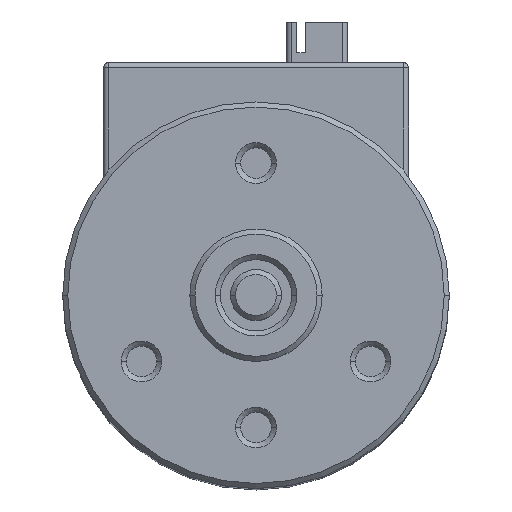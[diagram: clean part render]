
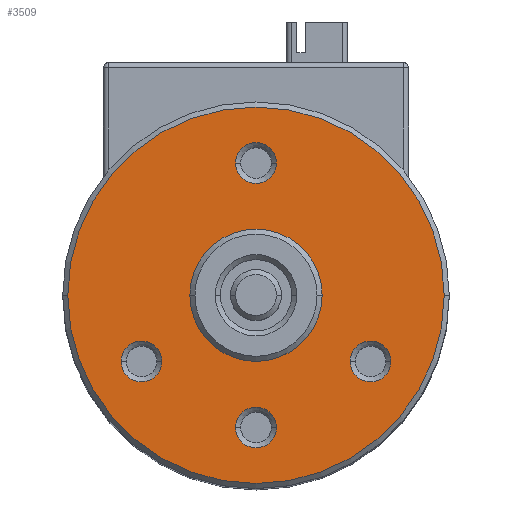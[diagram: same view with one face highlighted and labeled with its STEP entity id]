
A CAD part, top view. The second image highlights one B-rep face of the part: STEP entity #3509.
In plain terms, the highlighted planar face has unit normal (0, 0, 1).
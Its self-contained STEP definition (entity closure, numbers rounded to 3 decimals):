
#13 = CARTESIAN_POINT ( 'NONE',  ( 0., 13., 70. ) ) ;
#107 = DIRECTION ( 'NONE',  ( 0., 0., -1. ) ) ;
#140 = EDGE_CURVE ( 'NONE', #1319, #2089, #2910, .T. ) ;
#154 = AXIS2_PLACEMENT_3D ( 'NONE', #2622, #526, #2975 ) ;
#199 = ORIENTED_EDGE ( 'NONE', *, *, #3540, .F. ) ;
#216 = ORIENTED_EDGE ( 'NONE', *, *, #3684, .F. ) ;
#233 = DIRECTION ( 'NONE',  ( 1., 0., 0. ) ) ;
#246 = CARTESIAN_POINT ( 'NONE',  ( 0., -13., 70. ) ) ;
#260 = CARTESIAN_POINT ( 'NONE',  ( 11.258, -6.5, 70. ) ) ;
#352 = ORIENTED_EDGE ( 'NONE', *, *, #1898, .T. ) ;
#355 = CARTESIAN_POINT ( 'NONE',  ( -9.258, -6.5, 70. ) ) ;
#356 = DIRECTION ( 'NONE',  ( 1., 0., 0. ) ) ;
#363 = AXIS2_PLACEMENT_3D ( 'NONE', #4455, #2322, #233 ) ;
#378 = AXIS2_PLACEMENT_3D ( 'NONE', #3631, #1507, #3980 ) ;
#511 = FACE_BOUND ( 'NONE', #565, .T. ) ;
#526 = DIRECTION ( 'NONE',  ( 0., 0., -1. ) ) ;
#538 = CARTESIAN_POINT ( 'NONE',  ( 2., 13., 70. ) ) ;
#565 = EDGE_LOOP ( 'NONE', ( #352, #737 ) ) ;
#584 = AXIS2_PLACEMENT_3D ( 'NONE', #1284, #3755, #1645 ) ;
#597 = VERTEX_POINT ( 'NONE', #3890 ) ;
#609 = DIRECTION ( 'NONE',  ( 1., 0., 0. ) ) ;
#623 = DIRECTION ( 'NONE',  ( 1., 0., 0. ) ) ;
#627 = DIRECTION ( 'NONE',  ( 0., 0., 1. ) ) ;
#648 = EDGE_CURVE ( 'NONE', #2089, #1319, #2238, .T. ) ;
#650 = EDGE_LOOP ( 'NONE', ( #2798, #3856 ) ) ;
#726 = CARTESIAN_POINT ( 'NONE',  ( 13.258, -6.5, 70. ) ) ;
#737 = ORIENTED_EDGE ( 'NONE', *, *, #2759, .T. ) ;
#806 = CIRCLE ( 'NONE', #2894, 2. ) ;
#1012 = DIRECTION ( 'NONE',  ( 1., 0., 0. ) ) ;
#1021 = DIRECTION ( 'NONE',  ( 0., 0., -1. ) ) ;
#1165 = EDGE_CURVE ( 'NONE', #3932, #1918, #1184, .T. ) ;
#1182 = EDGE_CURVE ( 'NONE', #597, #2851, #2844, .T. ) ;
#1184 = CIRCLE ( 'NONE', #1972, 2. ) ;
#1212 = VERTEX_POINT ( 'NONE', #726 ) ;
#1284 = CARTESIAN_POINT ( 'NONE',  ( 0., 0., 70. ) ) ;
#1319 = VERTEX_POINT ( 'NONE', #1818 ) ;
#1358 = CARTESIAN_POINT ( 'NONE',  ( -11.258, -6.5, 70. ) ) ;
#1448 = FACE_OUTER_BOUND ( 'NONE', #3690, .T. ) ;
#1496 = EDGE_CURVE ( 'NONE', #1673, #1212, #3893, .T. ) ;
#1507 = DIRECTION ( 'NONE',  ( 0., 0., 1. ) ) ;
#1589 = CARTESIAN_POINT ( 'NONE',  ( 0., 0., 70. ) ) ;
#1645 = DIRECTION ( 'NONE',  ( 1., 0., 0. ) ) ;
#1671 = FACE_BOUND ( 'NONE', #1973, .T. ) ;
#1673 = VERTEX_POINT ( 'NONE', #1810 ) ;
#1810 = CARTESIAN_POINT ( 'NONE',  ( 9.258, -6.5, 70. ) ) ;
#1818 = CARTESIAN_POINT ( 'NONE',  ( -13.258, -6.5, 70. ) ) ;
#1831 = EDGE_CURVE ( 'NONE', #1918, #3932, #806, .T. ) ;
#1835 = CARTESIAN_POINT ( 'NONE',  ( -2., 13., 70. ) ) ;
#1845 = CIRCLE ( 'NONE', #378, 6.5 ) ;
#1898 = EDGE_CURVE ( 'NONE', #2296, #3487, #4102, .T. ) ;
#1918 = VERTEX_POINT ( 'NONE', #3061 ) ;
#1947 = DIRECTION ( 'NONE',  ( 1., 0., 0. ) ) ;
#1972 = AXIS2_PLACEMENT_3D ( 'NONE', #246, #2700, #609 ) ;
#1973 = EDGE_LOOP ( 'NONE', ( #2364, #3369 ) ) ;
#1984 = AXIS2_PLACEMENT_3D ( 'NONE', #2203, #107, #2556 ) ;
#2089 = VERTEX_POINT ( 'NONE', #355 ) ;
#2203 = CARTESIAN_POINT ( 'NONE',  ( 0., 13., 70. ) ) ;
#2238 = CIRCLE ( 'NONE', #363, 2. ) ;
#2260 = FACE_BOUND ( 'NONE', #3006, .T. ) ;
#2296 = VERTEX_POINT ( 'NONE', #538 ) ;
#2322 = DIRECTION ( 'NONE',  ( 0., 0., -1. ) ) ;
#2364 = ORIENTED_EDGE ( 'NONE', *, *, #1831, .T. ) ;
#2395 = AXIS2_PLACEMENT_3D ( 'NONE', #260, #2710, #623 ) ;
#2457 = DIRECTION ( 'NONE',  ( 0., 0., -1. ) ) ;
#2511 = DIRECTION ( 'NONE',  ( 0., 0., 1. ) ) ;
#2556 = DIRECTION ( 'NONE',  ( 1., 0., 0. ) ) ;
#2597 = CARTESIAN_POINT ( 'NONE',  ( -18.5, 0., 70. ) ) ;
#2622 = CARTESIAN_POINT ( 'NONE',  ( 11.258, -6.5, 70. ) ) ;
#2700 = DIRECTION ( 'NONE',  ( 0., 0., -1. ) ) ;
#2710 = DIRECTION ( 'NONE',  ( 0., 0., -1. ) ) ;
#2715 = CARTESIAN_POINT ( 'NONE',  ( 0., 0., 70. ) ) ;
#2759 = EDGE_CURVE ( 'NONE', #3487, #2296, #4565, .T. ) ;
#2798 = ORIENTED_EDGE ( 'NONE', *, *, #3777, .T. ) ;
#2844 = CIRCLE ( 'NONE', #2923, 18.5 ) ;
#2851 = VERTEX_POINT ( 'NONE', #2597 ) ;
#2852 = CARTESIAN_POINT ( 'NONE',  ( -6.5, 0., 70. ) ) ;
#2894 = AXIS2_PLACEMENT_3D ( 'NONE', #3127, #1021, #3494 ) ;
#2910 = CIRCLE ( 'NONE', #3466, 2. ) ;
#2923 = AXIS2_PLACEMENT_3D ( 'NONE', #2715, #627, #3072 ) ;
#2975 = DIRECTION ( 'NONE',  ( 1., 0., 0. ) ) ;
#3006 = EDGE_LOOP ( 'NONE', ( #216, #199 ) ) ;
#3061 = CARTESIAN_POINT ( 'NONE',  ( 2., -13., 70. ) ) ;
#3072 = DIRECTION ( 'NONE',  ( 1., 0., 0. ) ) ;
#3127 = CARTESIAN_POINT ( 'NONE',  ( 0., -13., 70. ) ) ;
#3133 = CARTESIAN_POINT ( 'NONE',  ( 6.5, 0., 70. ) ) ;
#3226 = FACE_BOUND ( 'NONE', #3553, .T. ) ;
#3246 = CARTESIAN_POINT ( 'NONE',  ( 0., 0., 70. ) ) ;
#3310 = VERTEX_POINT ( 'NONE', #3133 ) ;
#3369 = ORIENTED_EDGE ( 'NONE', *, *, #1165, .T. ) ;
#3466 = AXIS2_PLACEMENT_3D ( 'NONE', #1358, #3483, #1012 ) ;
#3468 = VERTEX_POINT ( 'NONE', #2852 ) ;
#3483 = DIRECTION ( 'NONE',  ( 0., 0., -1. ) ) ;
#3487 = VERTEX_POINT ( 'NONE', #1835 ) ;
#3494 = DIRECTION ( 'NONE',  ( 1., 0., 0. ) ) ;
#3509 = ADVANCED_FACE ( 'NONE', ( #1448, #511, #4150, #1671, #3226, #2260 ), #3605, .T. ) ;
#3540 = EDGE_CURVE ( 'NONE', #3310, #3468, #1845, .T. ) ;
#3553 = EDGE_LOOP ( 'NONE', ( #4054, #4079 ) ) ;
#3605 = PLANE ( 'NONE',  #3762 ) ;
#3631 = CARTESIAN_POINT ( 'NONE',  ( 0., 0., 70. ) ) ;
#3644 = ORIENTED_EDGE ( 'NONE', *, *, #4031, .T. ) ;
#3681 = AXIS2_PLACEMENT_3D ( 'NONE', #1589, #4062, #1947 ) ;
#3684 = EDGE_CURVE ( 'NONE', #3468, #3310, #3983, .T. ) ;
#3685 = CARTESIAN_POINT ( 'NONE',  ( -2., -13., 70. ) ) ;
#3690 = EDGE_LOOP ( 'NONE', ( #3644, #3846 ) ) ;
#3755 = DIRECTION ( 'NONE',  ( 0., 0., 1. ) ) ;
#3762 = AXIS2_PLACEMENT_3D ( 'NONE', #3246, #2511, #3948 ) ;
#3777 = EDGE_CURVE ( 'NONE', #1212, #1673, #4030, .T. ) ;
#3808 = CIRCLE ( 'NONE', #584, 18.5 ) ;
#3846 = ORIENTED_EDGE ( 'NONE', *, *, #1182, .T. ) ;
#3856 = ORIENTED_EDGE ( 'NONE', *, *, #1496, .T. ) ;
#3890 = CARTESIAN_POINT ( 'NONE',  ( 18.5, 0., 70. ) ) ;
#3893 = CIRCLE ( 'NONE', #154, 2. ) ;
#3932 = VERTEX_POINT ( 'NONE', #3685 ) ;
#3948 = DIRECTION ( 'NONE',  ( 1., 0., 0. ) ) ;
#3980 = DIRECTION ( 'NONE',  ( 1., 0., 0. ) ) ;
#3983 = CIRCLE ( 'NONE', #3681, 6.5 ) ;
#4030 = CIRCLE ( 'NONE', #2395, 2. ) ;
#4031 = EDGE_CURVE ( 'NONE', #2851, #597, #3808, .T. ) ;
#4054 = ORIENTED_EDGE ( 'NONE', *, *, #648, .T. ) ;
#4062 = DIRECTION ( 'NONE',  ( 0., 0., 1. ) ) ;
#4079 = ORIENTED_EDGE ( 'NONE', *, *, #140, .T. ) ;
#4102 = CIRCLE ( 'NONE', #4338, 2. ) ;
#4150 = FACE_BOUND ( 'NONE', #650, .T. ) ;
#4338 = AXIS2_PLACEMENT_3D ( 'NONE', #13, #2457, #356 ) ;
#4455 = CARTESIAN_POINT ( 'NONE',  ( -11.258, -6.5, 70. ) ) ;
#4565 = CIRCLE ( 'NONE', #1984, 2. ) ;
